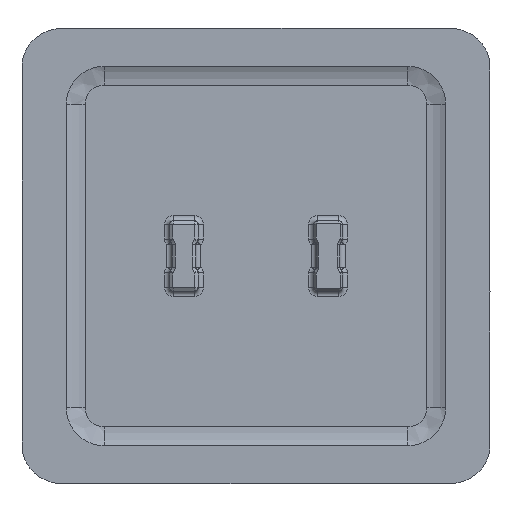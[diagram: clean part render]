
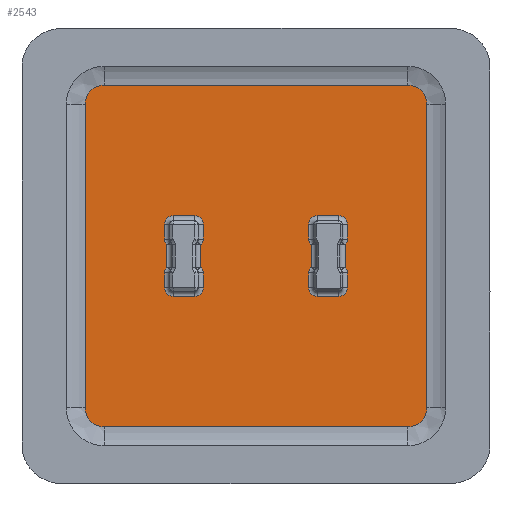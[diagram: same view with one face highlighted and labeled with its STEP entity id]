
A CAD part, front view. The second image highlights one B-rep face of the part: STEP entity #2543.
In plain terms, the highlighted planar face has unit normal (0, -1, 0).
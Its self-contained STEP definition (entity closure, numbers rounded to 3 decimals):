
#221=PLANE('',#2845);
#383=FACE_OUTER_BOUND('',#547,.T.);
#547=EDGE_LOOP('',(#2299,#2300,#2301,#2302,#2303,#2304,#2305,#2306));
#696=LINE('',#6398,#848);
#698=LINE('',#6434,#850);
#701=LINE('',#6441,#853);
#702=LINE('',#6471,#854);
#848=VECTOR('',#3501,1.5);
#850=VECTOR('',#3521,1.5);
#853=VECTOR('',#3528,1.5);
#854=VECTOR('',#3543,1.5);
#990=CIRCLE('',#2829,0.752);
#994=CIRCLE('',#2833,0.752);
#998=CIRCLE('',#2839,0.752);
#1002=CIRCLE('',#2843,0.752);
#1204=VERTEX_POINT('',#6395);
#1205=VERTEX_POINT('',#6397);
#1208=VERTEX_POINT('',#6412);
#1209=VERTEX_POINT('',#6425);
#1212=VERTEX_POINT('',#6432);
#1213=VERTEX_POINT('',#6437);
#1216=VERTEX_POINT('',#6452);
#1217=VERTEX_POINT('',#6465);
#1567=EDGE_CURVE('',#1204,#1205,#696,.T.);
#1571=EDGE_CURVE('',#1208,#1204,#990,.T.);
#1575=EDGE_CURVE('',#1205,#1209,#994,.T.);
#1577=EDGE_CURVE('',#1212,#1208,#698,.T.);
#1581=EDGE_CURVE('',#1209,#1213,#701,.T.);
#1583=EDGE_CURVE('',#1216,#1212,#998,.T.);
#1587=EDGE_CURVE('',#1213,#1217,#1002,.T.);
#1588=EDGE_CURVE('',#1217,#1216,#702,.T.);
#2299=ORIENTED_EDGE('',*,*,#1567,.F.);
#2300=ORIENTED_EDGE('',*,*,#1571,.F.);
#2301=ORIENTED_EDGE('',*,*,#1577,.F.);
#2302=ORIENTED_EDGE('',*,*,#1583,.F.);
#2303=ORIENTED_EDGE('',*,*,#1588,.F.);
#2304=ORIENTED_EDGE('',*,*,#1587,.F.);
#2305=ORIENTED_EDGE('',*,*,#1581,.F.);
#2306=ORIENTED_EDGE('',*,*,#1575,.F.);
#2543=ADVANCED_FACE('',(#383),#221,.F.);
#2829=AXIS2_PLACEMENT_3D('',#6414,#3507,#3508);
#2833=AXIS2_PLACEMENT_3D('',#6429,#3515,#3516);
#2839=AXIS2_PLACEMENT_3D('',#6454,#3531,#3532);
#2843=AXIS2_PLACEMENT_3D('',#6469,#3539,#3540);
#2845=AXIS2_PLACEMENT_3D('',#6473,#3545,#3546);
#3501=DIRECTION('',(1.,0.,0.));
#3507=DIRECTION('center_axis',(0.,1.,0.));
#3508=DIRECTION('ref_axis',(0.,0.,-1.));
#3515=DIRECTION('center_axis',(0.,1.,0.));
#3516=DIRECTION('ref_axis',(0.,0.,-1.));
#3521=DIRECTION('',(0.,0.,1.));
#3528=DIRECTION('',(0.,0.,-1.));
#3531=DIRECTION('center_axis',(0.,1.,0.));
#3532=DIRECTION('ref_axis',(1.,0.,0.));
#3539=DIRECTION('center_axis',(0.,1.,0.));
#3540=DIRECTION('ref_axis',(-1.,0.,0.));
#3543=DIRECTION('',(-1.,0.,0.));
#3545=DIRECTION('center_axis',(0.,1.,0.));
#3546=DIRECTION('ref_axis',(1.,0.,0.));
#6395=CARTESIAN_POINT('',(-6.,0.2,6.752));
#6397=CARTESIAN_POINT('',(6.,0.2,6.752));
#6398=CARTESIAN_POINT('',(-3.,0.2,6.752));
#6412=CARTESIAN_POINT('',(-6.752,0.2,6.));
#6414=CARTESIAN_POINT('Origin',(-6.,0.2,6.));
#6425=CARTESIAN_POINT('',(6.752,0.2,6.));
#6429=CARTESIAN_POINT('Origin',(6.,0.2,6.));
#6432=CARTESIAN_POINT('',(-6.752,0.2,-6.));
#6434=CARTESIAN_POINT('',(-6.752,0.2,-3.));
#6437=CARTESIAN_POINT('',(6.752,0.2,-6.));
#6441=CARTESIAN_POINT('',(6.752,0.2,3.));
#6452=CARTESIAN_POINT('',(-6.,0.2,-6.752));
#6454=CARTESIAN_POINT('Origin',(-6.,0.2,-6.));
#6465=CARTESIAN_POINT('',(6.,0.2,-6.752));
#6469=CARTESIAN_POINT('Origin',(6.,0.2,-6.));
#6471=CARTESIAN_POINT('',(3.,0.2,-6.752));
#6473=CARTESIAN_POINT('Origin',(0.,0.2,0.));
